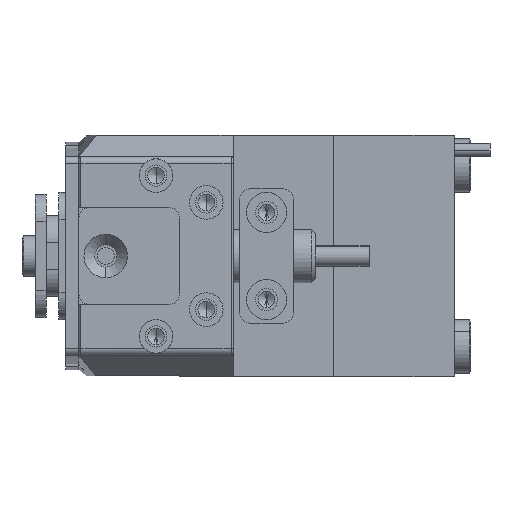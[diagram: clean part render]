
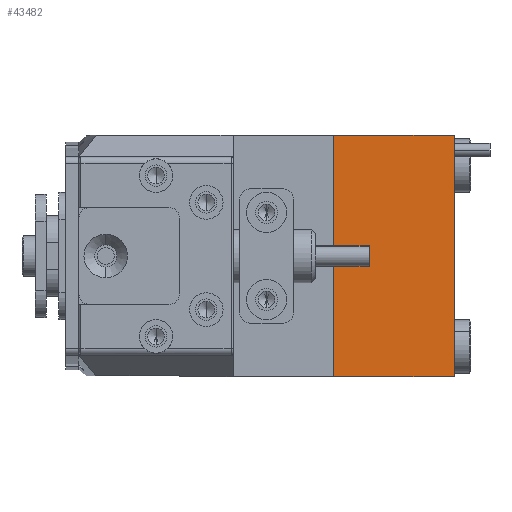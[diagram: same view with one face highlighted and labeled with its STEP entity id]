
A CAD part, left-side view. The second image highlights one B-rep face of the part: STEP entity #43482.
In plain terms, the highlighted face is planar.
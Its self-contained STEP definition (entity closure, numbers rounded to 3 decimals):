
#453 = VERTEX_POINT ( 'NONE', #40632 ) ;
#1714 = EDGE_CURVE ( 'NONE', #12099, #45904, #10287, .T. ) ;
#4220 = CARTESIAN_POINT ( 'NONE',  ( 26., 23.05, 18. ) ) ;
#4656 = ORIENTED_EDGE ( 'NONE', *, *, #44876, .F. ) ;
#5022 = LINE ( 'NONE', #4220, #37072 ) ;
#6420 = CARTESIAN_POINT ( 'NONE',  ( 26., 23.05, -18. ) ) ;
#6705 = DIRECTION ( 'NONE',  ( 0., 0., 1. ) ) ;
#8522 = VECTOR ( 'NONE', #31225, 1000. ) ;
#9281 = ORIENTED_EDGE ( 'NONE', *, *, #1714, .F. ) ;
#9295 = DIRECTION ( 'NONE',  ( 0., 0., -1. ) ) ;
#10228 = CARTESIAN_POINT ( 'NONE',  ( 26., 23.05, 18. ) ) ;
#10287 = LINE ( 'NONE', #6420, #42384 ) ;
#12099 = VERTEX_POINT ( 'NONE', #28291 ) ;
#14577 = VERTEX_POINT ( 'NONE', #25188 ) ;
#15238 = DIRECTION ( 'NONE',  ( 0., -1., 0. ) ) ;
#20386 = EDGE_CURVE ( 'NONE', #453, #45904, #41202, .T. ) ;
#21627 = EDGE_CURVE ( 'NONE', #14577, #453, #5022, .T. ) ;
#23694 = CARTESIAN_POINT ( 'NONE',  ( 26., 0., 18. ) ) ;
#25188 = CARTESIAN_POINT ( 'NONE',  ( 26., 18., 18. ) ) ;
#27546 = CARTESIAN_POINT ( 'NONE',  ( 26., 18., 18. ) ) ;
#28291 = CARTESIAN_POINT ( 'NONE',  ( 26., 18., -18. ) ) ;
#28633 = DIRECTION ( 'NONE',  ( -1., 0., 0. ) ) ;
#30322 = VECTOR ( 'NONE', #9295, 1000. ) ;
#31225 = DIRECTION ( 'NONE',  ( 0., 0., -1. ) ) ;
#34920 = AXIS2_PLACEMENT_3D ( 'NONE', #10228, #28633, #6705 ) ;
#35534 = CARTESIAN_POINT ( 'NONE',  ( 26., 0., -18. ) ) ;
#37072 = VECTOR ( 'NONE', #15238, 1000. ) ;
#39063 = DIRECTION ( 'NONE',  ( 0., -1., 0. ) ) ;
#39338 = PLANE ( 'NONE',  #34920 ) ;
#40561 = ORIENTED_EDGE ( 'NONE', *, *, #20386, .T. ) ;
#40632 = CARTESIAN_POINT ( 'NONE',  ( 26., 0., 18. ) ) ;
#41202 = LINE ( 'NONE', #23694, #30322 ) ;
#42384 = VECTOR ( 'NONE', #39063, 1000. ) ;
#42402 = FACE_OUTER_BOUND ( 'NONE', #44075, .T. ) ;
#43482 = ADVANCED_FACE ( 'NONE', ( #42402 ), #39338, .F. ) ;
#44075 = EDGE_LOOP ( 'NONE', ( #4656, #46067, #40561, #9281 ) ) ;
#44876 = EDGE_CURVE ( 'NONE', #14577, #12099, #47450, .T. ) ;
#45904 = VERTEX_POINT ( 'NONE', #35534 ) ;
#46067 = ORIENTED_EDGE ( 'NONE', *, *, #21627, .T. ) ;
#47450 = LINE ( 'NONE', #27546, #8522 ) ;
